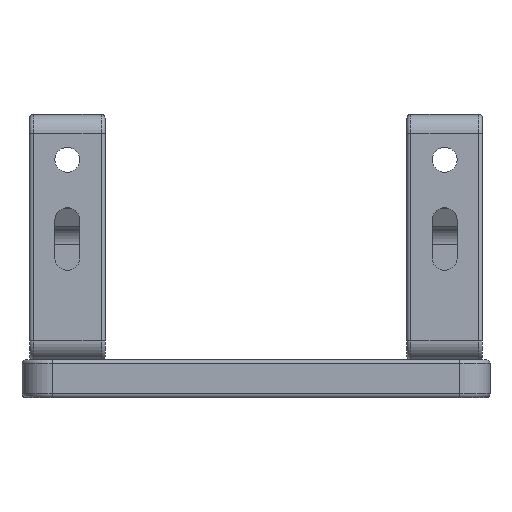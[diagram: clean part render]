
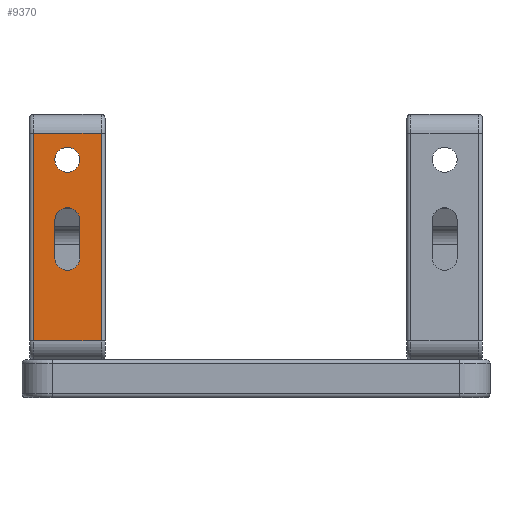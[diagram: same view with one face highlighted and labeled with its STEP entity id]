
A CAD part, front view. The second image highlights one B-rep face of the part: STEP entity #9370.
In plain terms, the highlighted face is planar.
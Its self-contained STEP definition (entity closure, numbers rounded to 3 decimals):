
#30 = DIRECTION ( 'NONE',  ( -1., 0., 0. ) ) ;
#51 = EDGE_CURVE ( 'NONE', #6706, #11756, #6105, .T. ) ;
#71 = CARTESIAN_POINT ( 'NONE',  ( 37., 6.7, 0. ) ) ;
#139 = VERTEX_POINT ( 'NONE', #12860 ) ;
#161 = ORIENTED_EDGE ( 'NONE', *, *, #1129, .T. ) ;
#459 = DIRECTION ( 'NONE',  ( -1., 0., 0. ) ) ;
#838 = AXIS2_PLACEMENT_3D ( 'NONE', #13710, #3919, #459 ) ;
#1031 = CARTESIAN_POINT ( 'NONE',  ( 27., 10., 0. ) ) ;
#1129 = EDGE_CURVE ( 'NONE', #8243, #2036, #3192, .T. ) ;
#1180 = DIRECTION ( 'NONE',  ( 0., 0., -1. ) ) ;
#1197 = VECTOR ( 'NONE', #14151, 1000. ) ;
#1255 = VERTEX_POINT ( 'NONE', #10761 ) ;
#1403 = EDGE_CURVE ( 'NONE', #11756, #5996, #6793, .T. ) ;
#1834 = ORIENTED_EDGE ( 'NONE', *, *, #7410, .T. ) ;
#1838 = FACE_BOUND ( 'NONE', #4258, .T. ) ;
#2036 = VERTEX_POINT ( 'NONE', #11052 ) ;
#2274 = ORIENTED_EDGE ( 'NONE', *, *, #4533, .T. ) ;
#2333 = DIRECTION ( 'NONE',  ( 0., -1., 0. ) ) ;
#2438 = EDGE_LOOP ( 'NONE', ( #2274, #9569 ) ) ;
#2527 = CARTESIAN_POINT ( 'NONE',  ( 5., 19., 0. ) ) ;
#2754 = EDGE_CURVE ( 'NONE', #139, #4788, #13378, .T. ) ;
#3168 = LINE ( 'NONE', #9372, #3358 ) ;
#3192 = CIRCLE ( 'NONE', #7204, 3.3 ) ;
#3202 = DIRECTION ( 'NONE',  ( -1., 0., 0. ) ) ;
#3230 = LINE ( 'NONE', #4272, #12417 ) ;
#3267 = EDGE_CURVE ( 'NONE', #2036, #6706, #3168, .T. ) ;
#3358 = VECTOR ( 'NONE', #11660, 1000. ) ;
#3595 = ORIENTED_EDGE ( 'NONE', *, *, #5301, .T. ) ;
#3702 = DIRECTION ( 'NONE',  ( 0., 0., -1. ) ) ;
#3858 = VECTOR ( 'NONE', #30, 1000. ) ;
#3919 = DIRECTION ( 'NONE',  ( 0., 0., -1. ) ) ;
#4258 = EDGE_LOOP ( 'NONE', ( #8354, #7511, #9070, #3595, #161 ) ) ;
#4272 = CARTESIAN_POINT ( 'NONE',  ( 60., 20., 0. ) ) ;
#4533 = EDGE_CURVE ( 'NONE', #13113, #1255, #5890, .T. ) ;
#4788 = VERTEX_POINT ( 'NONE', #6093 ) ;
#4962 = EDGE_CURVE ( 'NONE', #8436, #139, #9852, .T. ) ;
#5215 = DIRECTION ( 'NONE',  ( 0., 0., -1. ) ) ;
#5301 = EDGE_CURVE ( 'NONE', #5996, #8243, #11080, .T. ) ;
#5365 = DIRECTION ( 'NONE',  ( 0., 1., 0. ) ) ;
#5397 = CARTESIAN_POINT ( 'NONE',  ( 37., 6.7, 0. ) ) ;
#5490 = DIRECTION ( 'NONE',  ( 0., 0., -1. ) ) ;
#5600 = VERTEX_POINT ( 'NONE', #10404 ) ;
#5890 = CIRCLE ( 'NONE', #10459, 3.3 ) ;
#5996 = VERTEX_POINT ( 'NONE', #13577 ) ;
#6093 = CARTESIAN_POINT ( 'NONE',  ( 60., 1., 0. ) ) ;
#6105 = CIRCLE ( 'NONE', #838, 3.3 ) ;
#6706 = VERTEX_POINT ( 'NONE', #12483 ) ;
#6793 = LINE ( 'NONE', #5397, #3858 ) ;
#7204 = AXIS2_PLACEMENT_3D ( 'NONE', #9935, #1180, #3202 ) ;
#7370 = CARTESIAN_POINT ( 'NONE',  ( 53., 10., 0. ) ) ;
#7410 = EDGE_CURVE ( 'NONE', #5600, #8436, #10330, .T. ) ;
#7435 = VECTOR ( 'NONE', #2333, 1000. ) ;
#7493 = CARTESIAN_POINT ( 'NONE',  ( 53., 10., 0. ) ) ;
#7511 = ORIENTED_EDGE ( 'NONE', *, *, #51, .T. ) ;
#7729 = ORIENTED_EDGE ( 'NONE', *, *, #9063, .T. ) ;
#7755 = DIRECTION ( 'NONE',  ( 1., 0., 0. ) ) ;
#8243 = VERTEX_POINT ( 'NONE', #13101 ) ;
#8354 = ORIENTED_EDGE ( 'NONE', *, *, #3267, .T. ) ;
#8389 = ORIENTED_EDGE ( 'NONE', *, *, #4962, .T. ) ;
#8436 = VERTEX_POINT ( 'NONE', #2527 ) ;
#8913 = CARTESIAN_POINT ( 'NONE',  ( 5., 20., 0. ) ) ;
#9041 = VECTOR ( 'NONE', #7755, 1000. ) ;
#9063 = EDGE_CURVE ( 'NONE', #4788, #5600, #3230, .T. ) ;
#9070 = ORIENTED_EDGE ( 'NONE', *, *, #1403, .T. ) ;
#9370 = ADVANCED_FACE ( '��12', ( #11508, #1838, #13245 ), #10241, .F. ) ;
#9372 = CARTESIAN_POINT ( 'NONE',  ( 37., 13.3, 0. ) ) ;
#9569 = ORIENTED_EDGE ( 'NONE', *, *, #12594, .T. ) ;
#9714 = DIRECTION ( 'NONE',  ( -1., 0., 0. ) ) ;
#9852 = LINE ( 'NONE', #8913, #7435 ) ;
#9935 = CARTESIAN_POINT ( 'NONE',  ( 27., 10., 0. ) ) ;
#9985 = DIRECTION ( 'NONE',  ( -1., 0., 0. ) ) ;
#10070 = CIRCLE ( 'NONE', #13726, 3.3 ) ;
#10241 = PLANE ( 'NONE',  #11510 ) ;
#10286 = CARTESIAN_POINT ( 'NONE',  ( 0., 20., 0. ) ) ;
#10330 = LINE ( 'NONE', #11899, #1197 ) ;
#10404 = CARTESIAN_POINT ( 'NONE',  ( 60., 19., 0. ) ) ;
#10459 = AXIS2_PLACEMENT_3D ( 'NONE', #7370, #10711, #13991 ) ;
#10711 = DIRECTION ( 'NONE',  ( 0., 0., -1. ) ) ;
#10761 = CARTESIAN_POINT ( 'NONE',  ( 56.3, 10., 0. ) ) ;
#11052 = CARTESIAN_POINT ( 'NONE',  ( 27., 13.3, 0. ) ) ;
#11080 = CIRCLE ( 'NONE', #12541, 3.3 ) ;
#11508 = FACE_BOUND ( 'NONE', #2438, .T. ) ;
#11510 = AXIS2_PLACEMENT_3D ( 'NONE', #10286, #3702, #12465 ) ;
#11660 = DIRECTION ( 'NONE',  ( 1., 0., 0. ) ) ;
#11756 = VERTEX_POINT ( 'NONE', #71 ) ;
#11899 = CARTESIAN_POINT ( 'NONE',  ( 0., 19., 0. ) ) ;
#12056 = CARTESIAN_POINT ( 'NONE',  ( 49.7, 10., 0. ) ) ;
#12154 = CARTESIAN_POINT ( 'NONE',  ( 60., 1., 0. ) ) ;
#12417 = VECTOR ( 'NONE', #5365, 1000. ) ;
#12465 = DIRECTION ( 'NONE',  ( -1., 0., 0. ) ) ;
#12483 = CARTESIAN_POINT ( 'NONE',  ( 37., 13.3, 0. ) ) ;
#12541 = AXIS2_PLACEMENT_3D ( 'NONE', #1031, #5490, #9985 ) ;
#12594 = EDGE_CURVE ( 'NONE', #1255, #13113, #10070, .T. ) ;
#12780 = ORIENTED_EDGE ( 'NONE', *, *, #2754, .T. ) ;
#12860 = CARTESIAN_POINT ( 'NONE',  ( 5., 1., 0. ) ) ;
#13101 = CARTESIAN_POINT ( 'NONE',  ( 23.7, 10., 0. ) ) ;
#13113 = VERTEX_POINT ( 'NONE', #12056 ) ;
#13245 = FACE_OUTER_BOUND ( 'NONE', #13298, .T. ) ;
#13298 = EDGE_LOOP ( 'NONE', ( #8389, #12780, #7729, #1834 ) ) ;
#13378 = LINE ( 'NONE', #12154, #9041 ) ;
#13577 = CARTESIAN_POINT ( 'NONE',  ( 27., 6.7, 0. ) ) ;
#13710 = CARTESIAN_POINT ( 'NONE',  ( 37., 10., 0. ) ) ;
#13726 = AXIS2_PLACEMENT_3D ( 'NONE', #7493, #5215, #9714 ) ;
#13991 = DIRECTION ( 'NONE',  ( -1., 0., 0. ) ) ;
#14151 = DIRECTION ( 'NONE',  ( -1., 0., 0. ) ) ;
